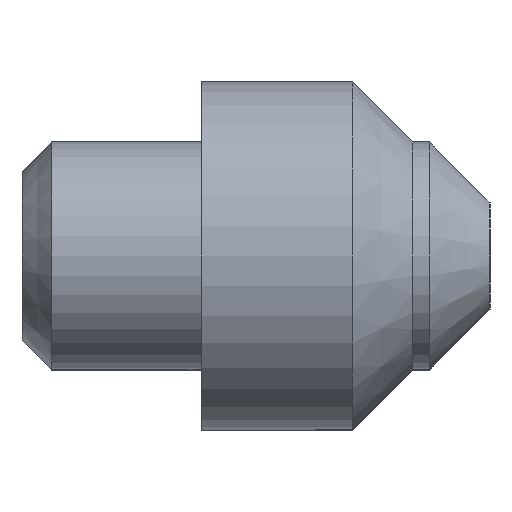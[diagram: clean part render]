
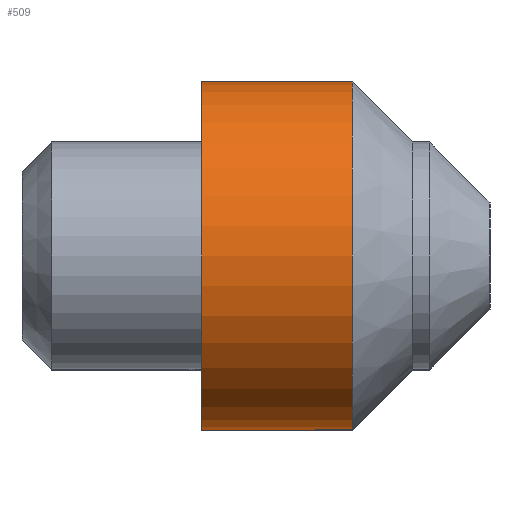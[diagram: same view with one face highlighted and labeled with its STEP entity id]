
A CAD part, left-side view. The second image highlights one B-rep face of the part: STEP entity #509.
In plain terms, the highlighted cylindrical face has radius 2.9 mm (diameter 5.8 mm), a partial arc.
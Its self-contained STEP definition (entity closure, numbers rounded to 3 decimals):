
#51 = CARTESIAN_POINT ( 'NONE',  ( -13.5, 0.5, 0. ) ) ;
#81 = CARTESIAN_POINT ( 'NONE',  ( -13.5, 0.5, 2.9 ) ) ;
#156 = LINE ( 'NONE', #81, #1346 ) ;
#189 = CARTESIAN_POINT ( 'NONE',  ( -13.5, -2., -2.9 ) ) ;
#267 = DIRECTION ( 'NONE',  ( 0., 0., 1. ) ) ;
#268 = ORIENTED_EDGE ( 'NONE', *, *, #612, .F. ) ;
#273 = AXIS2_PLACEMENT_3D ( 'NONE', #51, #350, #785 ) ;
#278 = DIRECTION ( 'NONE',  ( 0., -1., 0. ) ) ;
#289 = EDGE_LOOP ( 'NONE', ( #308, #1264, #268, #731 ) ) ;
#308 = ORIENTED_EDGE ( 'NONE', *, *, #1087, .T. ) ;
#339 = VERTEX_POINT ( 'NONE', #1369 ) ;
#350 = DIRECTION ( 'NONE',  ( 0., -1., 0. ) ) ;
#372 = FACE_OUTER_BOUND ( 'NONE', #289, .T. ) ;
#385 = DIRECTION ( 'NONE',  ( 0., 1., 0. ) ) ;
#402 = VECTOR ( 'NONE', #483, 1000. ) ;
#436 = LINE ( 'NONE', #809, #402 ) ;
#462 = EDGE_CURVE ( 'NONE', #736, #744, #605, .T. ) ;
#483 = DIRECTION ( 'NONE',  ( 0., -1., 0. ) ) ;
#486 = CARTESIAN_POINT ( 'NONE',  ( -13.5, -2., 0. ) ) ;
#509 = ADVANCED_FACE ( 'NONE', ( #372 ), #1350, .T. ) ;
#597 = DIRECTION ( 'NONE',  ( 0., 0., 1. ) ) ;
#605 = CIRCLE ( 'NONE', #1384, 2.9 ) ;
#612 = EDGE_CURVE ( 'NONE', #339, #744, #156, .T. ) ;
#614 = VERTEX_POINT ( 'NONE', #814 ) ;
#731 = ORIENTED_EDGE ( 'NONE', *, *, #1195, .F. ) ;
#736 = VERTEX_POINT ( 'NONE', #189 ) ;
#744 = VERTEX_POINT ( 'NONE', #1067 ) ;
#785 = DIRECTION ( 'NONE',  ( 0., 0., -1. ) ) ;
#809 = CARTESIAN_POINT ( 'NONE',  ( -13.5, 0.5, -2.9 ) ) ;
#814 = CARTESIAN_POINT ( 'NONE',  ( -13.5, 0.5, -2.9 ) ) ;
#1026 = DIRECTION ( 'NONE',  ( 0., 1., 0. ) ) ;
#1067 = CARTESIAN_POINT ( 'NONE',  ( -13.5, -2., 2.9 ) ) ;
#1087 = EDGE_CURVE ( 'NONE', #614, #736, #436, .T. ) ;
#1105 = AXIS2_PLACEMENT_3D ( 'NONE', #1353, #385, #267 ) ;
#1130 = CIRCLE ( 'NONE', #1105, 2.9 ) ;
#1195 = EDGE_CURVE ( 'NONE', #614, #339, #1130, .T. ) ;
#1264 = ORIENTED_EDGE ( 'NONE', *, *, #462, .T. ) ;
#1346 = VECTOR ( 'NONE', #278, 1000. ) ;
#1350 = CYLINDRICAL_SURFACE ( 'NONE', #273, 2.9 ) ;
#1353 = CARTESIAN_POINT ( 'NONE',  ( -13.5, 0.5, 0. ) ) ;
#1369 = CARTESIAN_POINT ( 'NONE',  ( -13.5, 0.5, 2.9 ) ) ;
#1384 = AXIS2_PLACEMENT_3D ( 'NONE', #486, #1026, #597 ) ;
